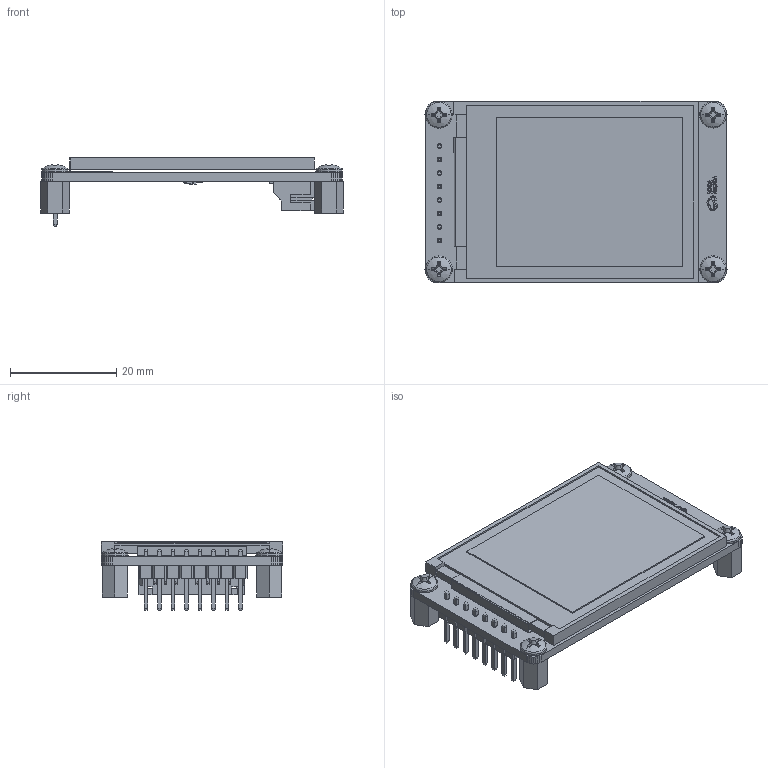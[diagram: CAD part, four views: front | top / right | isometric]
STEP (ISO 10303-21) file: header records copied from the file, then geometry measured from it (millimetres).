
FILE_DESCRIPTION (( 'STEP AP214' ), '1' );
FILE_NAME ('LCD-TH_L56.5-W34.0_1-8INCH-LCD-MODULE.STEP', '2024-01-08T08:18:55', ( '' ), ( '' ), 'SwSTEP 2.0', 'SolidWorks 2020', '' );
FILE_SCHEMA (( 'AUTOMOTIVE_DESIGN' ));
Length unit declared in the file: millimetre
Products named in the file (1): LCD-TH_L56.5-W34.0_1-8INCH-LCD-MODULE
Bounding box: 56.88 x 34.02 x 12.87 mm (x, y, z)
Volume: 7309.2 mm3; surface area: 10789 mm2
Topology: 35 solids, 35 shells, 1255 faces, 3295 edges, 2154 vertices
Faces by surface type: plane 777, cylinder 244, bspline 166, cone 44, torus 16, sphere 8
Entity records: 73746 total; most frequent: CARTESIAN_POINT 30443, ORIENTED_EDGE 6590, DIRECTION 4923, EDGE_CURVE 3295, LINE 2239, VECTOR 2239, VERTEX_POINT 2154, AXIS2_PLACEMENT_3D 1342
